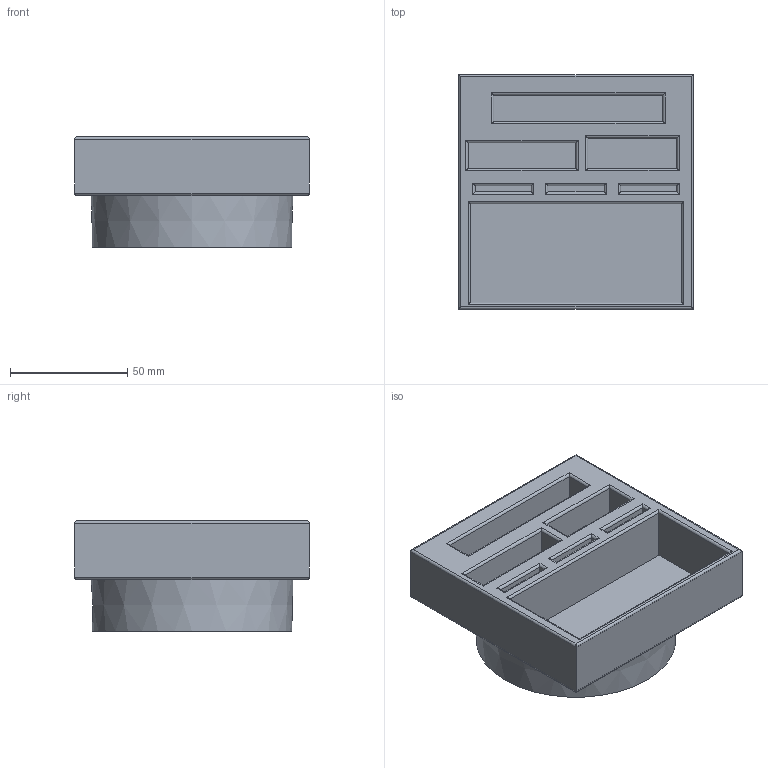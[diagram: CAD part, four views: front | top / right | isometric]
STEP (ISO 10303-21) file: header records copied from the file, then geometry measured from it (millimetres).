
FILE_DESCRIPTION(('FreeCAD Model'),'2;1');
FILE_NAME('Open CASCADE Shape Model','2025-05-27T15:54:01',('Author'),( ''),'Open CASCADE STEP processor 7.8','FreeCAD','Unknown');
FILE_SCHEMA(('AUTOMOTIVE_DESIGN { 1 0 10303 214 1 1 1 1 }'));
Length unit declared in the file: millimetre
Products named in the file (1): Body
Bounding box: 100 x 100 x 46.99 mm (x, y, z)
Volume: 131530.7 mm3; surface area: 56465.8 mm2
Topology: 1 solids, 1 shells, 81 faces, 174 edges, 104 vertices
Faces by surface type: plane 43, cylinder 37, cone 1
Full cylindrical faces by diameter (mm): 83 x1
Entity records: 2162 total; most frequent: DIRECTION 378, CARTESIAN_POINT 360, ORIENTED_EDGE 348, EDGE_CURVE 174, LINE 134, VECTOR 134, AXIS2_PLACEMENT_3D 122, VERTEX_POINT 104
